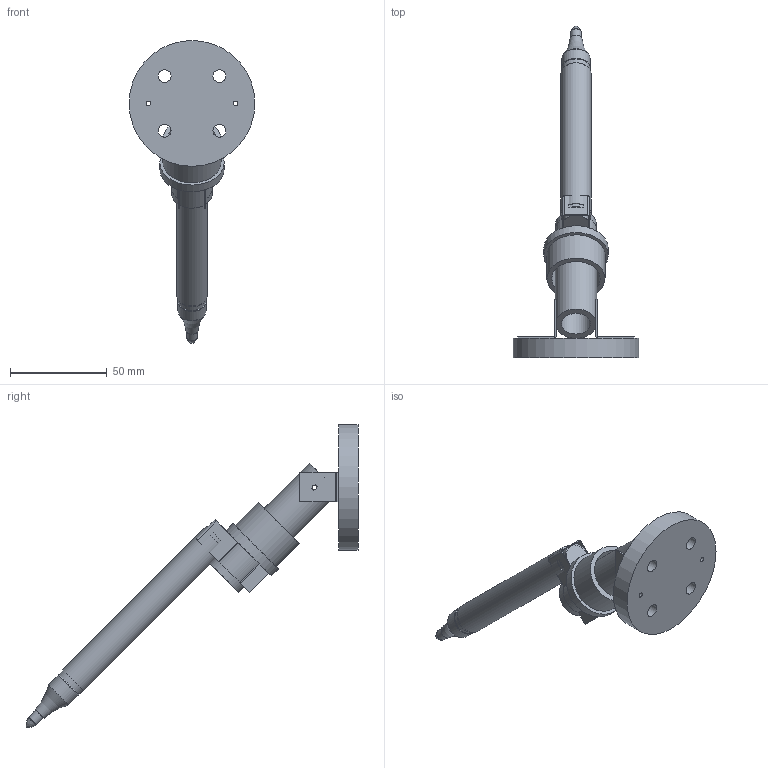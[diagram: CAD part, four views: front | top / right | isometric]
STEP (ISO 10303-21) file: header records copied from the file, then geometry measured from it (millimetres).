
FILE_DESCRIPTION(/* description */ (''),/* implementation_level */ '2;1');
FILE_NAME(/* name */ 'Herramienta.stp',/* time_stamp */ '2023-09-09T20:26:00-05:00',/* author */ ('jaasa'),/* organization */ (''),/* preprocessor_version */ 'ST-DEVELOPER v20',/* originating_system */ 'Autodesk Inventor 2024',/* authorisation */ '');
FILE_SCHEMA (('AUTOMOTIVE_DESIGN { 1 0 10303 214 3 1 1 }'));
Length unit declared in the file: millimetre
Products named in the file (7): Herramienta; BaseBrida; BaseGiro; tubo; union; marcador; Colgante
Assembly tree (7 placements, depth 2):
  Herramienta
    BaseBrida
    BaseGiro  x2
    tubo
    union
    marcador
    Colgante
Bounding box: 65 x 171.46 x 156.48 mm (x, y, z)
Volume: 54536 mm3; surface area: 40147.8 mm2
Topology: 9 solids, 9 shells, 136 faces, 268 edges, 157 vertices
Faces by surface type: plane 81, cylinder 50, torus 4, bspline 1
Full cylindrical faces by diameter (mm): 2.4 x6, 3 x2, 5.499 x1, 6.6 x4, 12.6 x1, 13.5 x1, 13.6 x1, 14.1 x1, 14.5 x3, 15 x1, 15.1 x1, 15.5 x1, 17 x1, 21 x1, 21.34 x1, 25.042 x1, 30 x1, 33.28 x1, 65 x1
Entity records: 3482 total; most frequent: CARTESIAN_POINT 666, DIRECTION 588, ORIENTED_EDGE 466, EDGE_CURVE 233, AXIS2_PLACEMENT_3D 230, EDGE_LOOP 154, VERTEX_POINT 137, LINE 128
